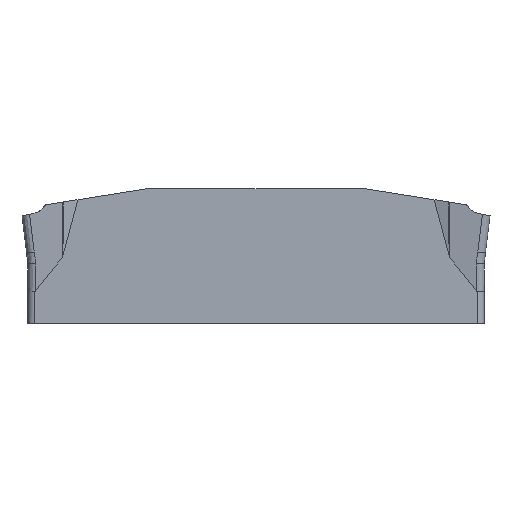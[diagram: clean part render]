
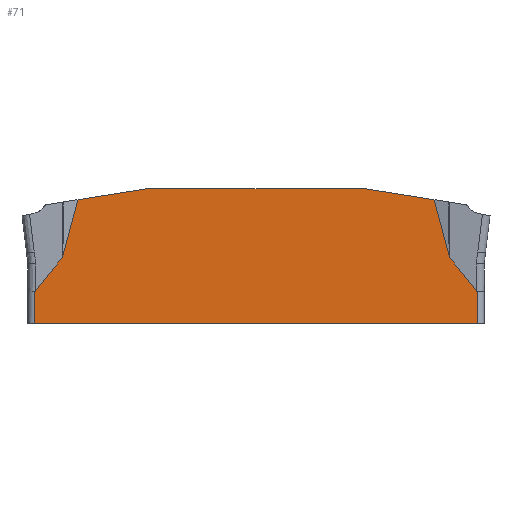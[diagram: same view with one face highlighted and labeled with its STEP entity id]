
A CAD part, left-side view. The second image highlights one B-rep face of the part: STEP entity #71.
In plain terms, the highlighted planar face has unit normal (-1, 0, 0).
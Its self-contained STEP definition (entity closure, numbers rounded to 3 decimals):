
#71=ADVANCED_FACE('SIDE_IB_1_SU5',(#137),#117,.F.);
#117=PLANE('',#885);
#137=FACE_OUTER_BOUND('',#183,.T.);
#183=EDGE_LOOP('',(#229,#230,#231,#232,#233,#234,#235,#236,#237,#238,#239,
#240,#241,#242));
#229=ORIENTED_EDGE('',*,*,#557,.F.);
#230=ORIENTED_EDGE('',*,*,#558,.T.);
#231=ORIENTED_EDGE('',*,*,#559,.T.);
#232=ORIENTED_EDGE('',*,*,#560,.T.);
#233=ORIENTED_EDGE('',*,*,#561,.T.);
#234=ORIENTED_EDGE('',*,*,#562,.T.);
#235=ORIENTED_EDGE('',*,*,#563,.F.);
#236=ORIENTED_EDGE('',*,*,#564,.T.);
#237=ORIENTED_EDGE('',*,*,#565,.T.);
#238=ORIENTED_EDGE('',*,*,#566,.T.);
#239=ORIENTED_EDGE('',*,*,#567,.T.);
#240=ORIENTED_EDGE('',*,*,#568,.T.);
#241=ORIENTED_EDGE('',*,*,#569,.F.);
#242=ORIENTED_EDGE('',*,*,#570,.F.);
#477=VERTEX_POINT('',#1118);
#478=VERTEX_POINT('',#1119);
#479=VERTEX_POINT('',#1121);
#480=VERTEX_POINT('',#1132);
#481=VERTEX_POINT('',#1134);
#482=VERTEX_POINT('',#1145);
#483=VERTEX_POINT('',#1147);
#484=VERTEX_POINT('',#1149);
#485=VERTEX_POINT('',#1151);
#486=VERTEX_POINT('',#1162);
#487=VERTEX_POINT('',#1164);
#488=VERTEX_POINT('',#1175);
#489=VERTEX_POINT('',#1177);
#490=VERTEX_POINT('',#1179);
#557=EDGE_CURVE('',#477,#478,#681,.T.);
#558=EDGE_CURVE('',#477,#479,#682,.T.);
#559=EDGE_CURVE('',#479,#480,#797,.T.);
#560=EDGE_CURVE('',#480,#481,#683,.T.);
#561=EDGE_CURVE('',#481,#482,#798,.T.);
#562=EDGE_CURVE('',#482,#483,#684,.T.);
#563=EDGE_CURVE('',#484,#483,#685,.T.);
#564=EDGE_CURVE('',#484,#485,#686,.T.);
#565=EDGE_CURVE('',#485,#486,#799,.T.);
#566=EDGE_CURVE('',#486,#487,#687,.T.);
#567=EDGE_CURVE('',#487,#488,#800,.T.);
#568=EDGE_CURVE('',#488,#489,#688,.T.);
#569=EDGE_CURVE('',#490,#489,#689,.T.);
#570=EDGE_CURVE('',#478,#490,#690,.T.);
#681=LINE('',#1117,#733);
#682=LINE('',#1120,#734);
#683=LINE('',#1133,#735);
#684=LINE('',#1146,#736);
#685=LINE('',#1148,#737);
#686=LINE('',#1150,#738);
#687=LINE('',#1163,#739);
#688=LINE('',#1176,#740);
#689=LINE('',#1178,#741);
#690=LINE('',#1180,#742);
#733=VECTOR('',#921,1.);
#734=VECTOR('',#922,1.);
#735=VECTOR('',#923,1.);
#736=VECTOR('',#924,1.);
#737=VECTOR('',#925,1.);
#738=VECTOR('',#926,1.);
#739=VECTOR('',#927,1.);
#740=VECTOR('',#928,1.);
#741=VECTOR('',#929,1.);
#742=VECTOR('',#930,1.);
#797=B_SPLINE_CURVE_WITH_KNOTS('',3,(#1122,#1123,#1124,#1125,#1126,#1127,
#1128,#1129,#1130,#1131),.UNSPECIFIED.,.F.,.F.,(4,3,3,4),(0.,0.368,
0.681,1.),.UNSPECIFIED.);
#798=B_SPLINE_CURVE_WITH_KNOTS('',3,(#1135,#1136,#1137,#1138,#1139,#1140,
#1141,#1142,#1143,#1144),.UNSPECIFIED.,.F.,.F.,(4,3,3,4),(0.,0.389,
0.786,1.),.UNSPECIFIED.);
#799=B_SPLINE_CURVE_WITH_KNOTS('',3,(#1152,#1153,#1154,#1155,#1156,#1157,
#1158,#1159,#1160,#1161),.UNSPECIFIED.,.F.,.F.,(4,3,3,4),(0.,0.253,
0.581,1.),.UNSPECIFIED.);
#800=B_SPLINE_CURVE_WITH_KNOTS('',3,(#1165,#1166,#1167,#1168,#1169,#1170,
#1171,#1172,#1173,#1174),.UNSPECIFIED.,.F.,.F.,(4,3,3,4),(0.,0.203,
0.599,1.),.UNSPECIFIED.);
#885=AXIS2_PLACEMENT_3D('',#1181,#931,#932);
#921=DIRECTION('',(0.,-0.988,0.156));
#922=DIRECTION('',(0.,0.261,-0.965));
#923=DIRECTION('',(0.,0.626,-0.78));
#924=DIRECTION('',(0.,0.,-1.));
#925=DIRECTION('',(0.,1.,0.));
#926=DIRECTION('',(0.,0.,1.));
#927=DIRECTION('',(0.,0.626,0.78));
#928=DIRECTION('',(0.,0.261,0.965));
#929=DIRECTION('',(0.,-0.988,-0.156));
#930=DIRECTION('',(0.,-1.,0.));
#931=DIRECTION('',(1.,0.,0.));
#932=DIRECTION('',(0.,0.,-1.));
#1117=CARTESIAN_POINT('',(-1.,0.289,1.826));
#1118=CARTESIAN_POINT('',(-1.,7.52,0.681));
#1119=CARTESIAN_POINT('',(-1.,4.621,1.14));
#1120=CARTESIAN_POINT('',(-1.,7.18,1.94));
#1121=CARTESIAN_POINT('',(-1.,8.161,-1.69));
#1122=CARTESIAN_POINT('',(-1.,8.161,-1.69));
#1123=CARTESIAN_POINT('',(-1.,8.164,-1.701));
#1124=CARTESIAN_POINT('',(-1.,8.167,-1.713));
#1125=CARTESIAN_POINT('',(-1.,8.171,-1.724));
#1126=CARTESIAN_POINT('',(-1.,8.174,-1.733));
#1127=CARTESIAN_POINT('',(-1.,8.178,-1.742));
#1128=CARTESIAN_POINT('',(-1.,8.182,-1.751));
#1129=CARTESIAN_POINT('',(-1.,8.186,-1.761));
#1130=CARTESIAN_POINT('',(-1.,8.19,-1.77));
#1131=CARTESIAN_POINT('',(-1.,8.196,-1.778));
#1132=CARTESIAN_POINT('',(-1.,8.196,-1.778));
#1133=CARTESIAN_POINT('',(-1.,4.119,3.305));
#1134=CARTESIAN_POINT('',(-1.,9.314,-3.171));
#1135=CARTESIAN_POINT('',(-1.,9.314,-3.171));
#1136=CARTESIAN_POINT('',(-1.,9.317,-3.174));
#1137=CARTESIAN_POINT('',(-1.,9.32,-3.177));
#1138=CARTESIAN_POINT('',(-1.,9.323,-3.18));
#1139=CARTESIAN_POINT('',(-1.,9.326,-3.183));
#1140=CARTESIAN_POINT('',(-1.,9.33,-3.185));
#1141=CARTESIAN_POINT('',(-1.,9.334,-3.186));
#1142=CARTESIAN_POINT('',(-1.,9.336,-3.187));
#1143=CARTESIAN_POINT('',(-1.,9.338,-3.187));
#1144=CARTESIAN_POINT('',(-1.,9.34,-3.187));
#1145=CARTESIAN_POINT('',(-1.,9.34,-3.187));
#1146=CARTESIAN_POINT('',(-1.,9.34,0.));
#1147=CARTESIAN_POINT('',(-1.,9.34,-4.54));
#1148=CARTESIAN_POINT('',(-1.,0.,-4.54));
#1149=CARTESIAN_POINT('',(-1.,-9.34,-4.54));
#1150=CARTESIAN_POINT('',(-1.,-9.34,0.));
#1151=CARTESIAN_POINT('',(-1.,-9.34,-3.187));
#1152=CARTESIAN_POINT('',(-1.,-9.34,-3.187));
#1153=CARTESIAN_POINT('',(-1.,-9.338,-3.187));
#1154=CARTESIAN_POINT('',(-1.,-9.335,-3.187));
#1155=CARTESIAN_POINT('',(-1.,-9.333,-3.186));
#1156=CARTESIAN_POINT('',(-1.,-9.329,-3.185));
#1157=CARTESIAN_POINT('',(-1.,-9.326,-3.183));
#1158=CARTESIAN_POINT('',(-1.,-9.324,-3.181));
#1159=CARTESIAN_POINT('',(-1.,-9.32,-3.178));
#1160=CARTESIAN_POINT('',(-1.,-9.317,-3.174));
#1161=CARTESIAN_POINT('',(-1.,-9.314,-3.171));
#1162=CARTESIAN_POINT('',(-1.,-9.314,-3.171));
#1163=CARTESIAN_POINT('',(-1.,-4.119,3.305));
#1164=CARTESIAN_POINT('',(-1.,-8.196,-1.778));
#1165=CARTESIAN_POINT('',(-1.,-8.196,-1.778));
#1166=CARTESIAN_POINT('',(-1.,-8.192,-1.773));
#1167=CARTESIAN_POINT('',(-1.,-8.189,-1.767));
#1168=CARTESIAN_POINT('',(-1.,-8.186,-1.761));
#1169=CARTESIAN_POINT('',(-1.,-8.18,-1.75));
#1170=CARTESIAN_POINT('',(-1.,-8.176,-1.738));
#1171=CARTESIAN_POINT('',(-1.,-8.172,-1.727));
#1172=CARTESIAN_POINT('',(-1.,-8.168,-1.715));
#1173=CARTESIAN_POINT('',(-1.,-8.164,-1.702));
#1174=CARTESIAN_POINT('',(-1.,-8.161,-1.69));
#1175=CARTESIAN_POINT('',(-1.,-8.161,-1.69));
#1176=CARTESIAN_POINT('',(-1.,-7.18,1.94));
#1177=CARTESIAN_POINT('',(-1.,-7.52,0.681));
#1178=CARTESIAN_POINT('',(-1.,-0.289,1.826));
#1179=CARTESIAN_POINT('',(-1.,-4.621,1.14));
#1180=CARTESIAN_POINT('',(-1.,0.,1.14));
#1181=CARTESIAN_POINT('',(-1.,0.,0.));
